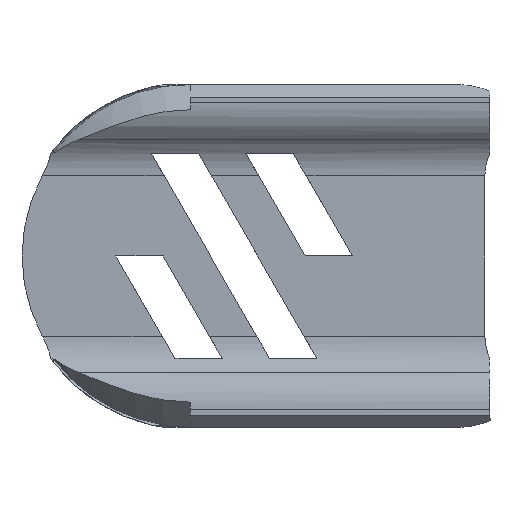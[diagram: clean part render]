
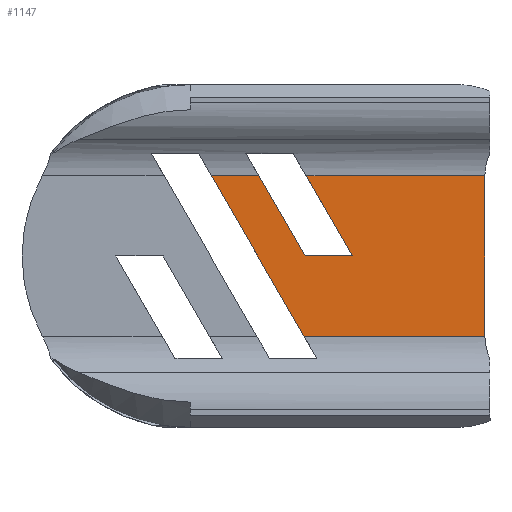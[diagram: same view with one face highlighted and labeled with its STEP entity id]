
A CAD part, front view. The second image highlights one B-rep face of the part: STEP entity #1147.
In plain terms, the highlighted planar face has unit normal (0, -1, 0).
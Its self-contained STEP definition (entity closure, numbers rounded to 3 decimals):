
#56 = DIRECTION ( 'NONE',  ( -0.5, 0., 0.866 ) ) ;
#65 = VERTEX_POINT ( 'NONE', #1446 ) ;
#88 = DIRECTION ( 'NONE',  ( 0., 0., -1. ) ) ;
#107 = LINE ( 'NONE', #1285, #344 ) ;
#183 = CARTESIAN_POINT ( 'NONE',  ( -27.166, 45.237, 39.444 ) ) ;
#191 = DIRECTION ( 'NONE',  ( 0., -1., 0. ) ) ;
#241 = LINE ( 'NONE', #1838, #1870 ) ;
#318 = AXIS2_PLACEMENT_3D ( 'NONE', #368, #191, #88 ) ;
#326 = ORIENTED_EDGE ( 'NONE', *, *, #1549, .F. ) ;
#343 = ORIENTED_EDGE ( 'NONE', *, *, #398, .F. ) ;
#344 = VECTOR ( 'NONE', #572, 1000. ) ;
#345 = VECTOR ( 'NONE', #1447, 1000. ) ;
#354 = EDGE_CURVE ( 'NONE', #1768, #438, #1160, .T. ) ;
#368 = CARTESIAN_POINT ( 'NONE',  ( -72.885, 45.237, 21.695 ) ) ;
#370 = ORIENTED_EDGE ( 'NONE', *, *, #1358, .T. ) ;
#398 = EDGE_CURVE ( 'NONE', #438, #65, #107, .T. ) ;
#417 = CARTESIAN_POINT ( 'NONE',  ( -72.885, 45.237, 31.605 ) ) ;
#438 = VERTEX_POINT ( 'NONE', #1876 ) ;
#464 = CARTESIAN_POINT ( 'NONE',  ( -27.166, 45.237, 23.766 ) ) ;
#514 = VERTEX_POINT ( 'NONE', #183 ) ;
#543 = LINE ( 'NONE', #1303, #1022 ) ;
#547 = DIRECTION ( 'NONE',  ( 1., 0., 0. ) ) ;
#555 = VECTOR ( 'NONE', #56, 1000. ) ;
#572 = DIRECTION ( 'NONE',  ( -0.5, 0., 0.866 ) ) ;
#730 = LINE ( 'NONE', #1133, #345 ) ;
#734 = LINE ( 'NONE', #915, #1473 ) ;
#742 = DIRECTION ( 'NONE',  ( 0., 0., -1. ) ) ;
#772 = VERTEX_POINT ( 'NONE', #857 ) ;
#788 = ORIENTED_EDGE ( 'NONE', *, *, #813, .T. ) ;
#805 = CARTESIAN_POINT ( 'NONE',  ( -49.264, 45.237, 39.444 ) ) ;
#813 = EDGE_CURVE ( 'NONE', #1766, #1058, #543, .T. ) ;
#833 = LINE ( 'NONE', #926, #555 ) ;
#849 = CARTESIAN_POINT ( 'NONE',  ( -69.061, 45.237, 39.444 ) ) ;
#857 = CARTESIAN_POINT ( 'NONE',  ( -44.831, 45.237, 23.766 ) ) ;
#860 = DIRECTION ( 'NONE',  ( 1., 0., 0. ) ) ;
#914 = PLANE ( 'NONE',  #318 ) ;
#915 = CARTESIAN_POINT ( 'NONE',  ( -27.166, 45.237, 31.605 ) ) ;
#926 = CARTESIAN_POINT ( 'NONE',  ( -50.948, 45.237, 34.36 ) ) ;
#982 = DIRECTION ( 'NONE',  ( -1., 0., 0. ) ) ;
#1016 = EDGE_CURVE ( 'NONE', #1766, #1768, #730, .T. ) ;
#1022 = VECTOR ( 'NONE', #1434, 1000. ) ;
#1056 = ORIENTED_EDGE ( 'NONE', *, *, #1016, .F. ) ;
#1058 = VERTEX_POINT ( 'NONE', #1860 ) ;
#1102 = VERTEX_POINT ( 'NONE', #464 ) ;
#1133 = CARTESIAN_POINT ( 'NONE',  ( -47.484, 45.237, 36.36 ) ) ;
#1147 = ADVANCED_FACE ( 'NONE', ( #1202 ), #914, .T. ) ;
#1160 = LINE ( 'NONE', #417, #1407 ) ;
#1170 = EDGE_CURVE ( 'NONE', #772, #1058, #833, .T. ) ;
#1196 = EDGE_CURVE ( 'NONE', #772, #1102, #241, .T. ) ;
#1202 = FACE_OUTER_BOUND ( 'NONE', #1716, .T. ) ;
#1285 = CARTESIAN_POINT ( 'NONE',  ( -44.02, 45.237, 38.36 ) ) ;
#1303 = CARTESIAN_POINT ( 'NONE',  ( -69.061, 45.237, 39.444 ) ) ;
#1358 = EDGE_CURVE ( 'NONE', #514, #65, #1579, .T. ) ;
#1407 = VECTOR ( 'NONE', #860, 1000. ) ;
#1434 = DIRECTION ( 'NONE',  ( -1., 0., 0. ) ) ;
#1446 = CARTESIAN_POINT ( 'NONE',  ( -44.645, 45.237, 39.444 ) ) ;
#1447 = DIRECTION ( 'NONE',  ( 0.5, 0., -0.866 ) ) ;
#1473 = VECTOR ( 'NONE', #742, 1000. ) ;
#1542 = ORIENTED_EDGE ( 'NONE', *, *, #1170, .F. ) ;
#1549 = EDGE_CURVE ( 'NONE', #514, #1102, #734, .T. ) ;
#1579 = LINE ( 'NONE', #849, #1800 ) ;
#1609 = ORIENTED_EDGE ( 'NONE', *, *, #1196, .T. ) ;
#1638 = CARTESIAN_POINT ( 'NONE',  ( -44.738, 45.237, 31.605 ) ) ;
#1716 = EDGE_LOOP ( 'NONE', ( #1542, #1609, #326, #370, #343, #1752, #1056, #788 ) ) ;
#1752 = ORIENTED_EDGE ( 'NONE', *, *, #354, .F. ) ;
#1766 = VERTEX_POINT ( 'NONE', #805 ) ;
#1768 = VERTEX_POINT ( 'NONE', #1638 ) ;
#1800 = VECTOR ( 'NONE', #982, 1000. ) ;
#1838 = CARTESIAN_POINT ( 'NONE',  ( -27.166, 45.237, 23.766 ) ) ;
#1860 = CARTESIAN_POINT ( 'NONE',  ( -53.883, 45.237, 39.444 ) ) ;
#1870 = VECTOR ( 'NONE', #547, 1000. ) ;
#1876 = CARTESIAN_POINT ( 'NONE',  ( -40.119, 45.237, 31.605 ) ) ;
